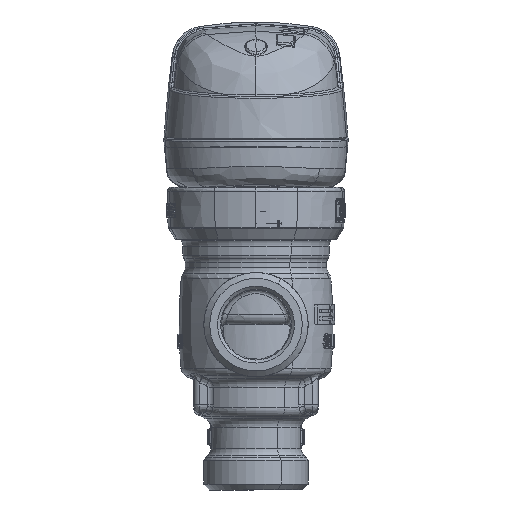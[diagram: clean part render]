
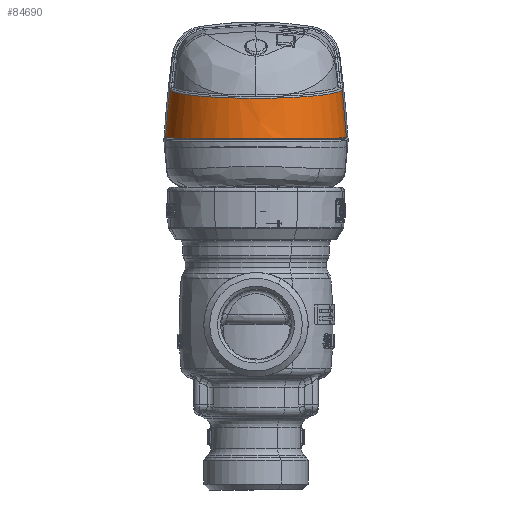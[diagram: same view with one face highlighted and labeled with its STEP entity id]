
A CAD part, front view. The second image highlights one B-rep face of the part: STEP entity #84690.
In plain terms, the highlighted free-form (B-spline) face has degree [5, 3] with [9, 4] control points.
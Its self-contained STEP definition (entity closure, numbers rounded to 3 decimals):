
#83081=CARTESIAN_POINT('Vertex',(21.9,-5.89,59.646)) ;
#83090=CARTESIAN_POINT('Vertex',(-21.896,-5.961,59.639)) ;
#83094=CARTESIAN_POINT('Control Point',(21.9,-5.89,59.646)) ;
#83095=CARTESIAN_POINT('Control Point',(21.846,-6.813,59.55)) ;
#83096=CARTESIAN_POINT('Control Point',(21.745,-7.731,59.454)) ;
#83097=CARTESIAN_POINT('Control Point',(21.595,-8.649,59.359)) ;
#83098=CARTESIAN_POINT('Control Point',(21.199,-10.46,59.171)) ;
#83099=CARTESIAN_POINT('Control Point',(20.615,-12.22,58.988)) ;
#83100=CARTESIAN_POINT('Control Point',(20.277,-13.085,58.898)) ;
#83101=CARTESIAN_POINT('Control Point',(19.127,-15.621,58.634)) ;
#83102=CARTESIAN_POINT('Control Point',(17.584,-17.957,58.392)) ;
#83103=CARTESIAN_POINT('Control Point',(16.394,-19.401,58.242)) ;
#83104=CARTESIAN_POINT('Control Point',(12.389,-23.324,57.834)) ;
#83105=CARTESIAN_POINT('Control Point',(7.271,-25.867,57.571)) ;
#83106=CARTESIAN_POINT('Control Point',(3.532,-26.803,57.473)) ;
#83107=CARTESIAN_POINT('Control Point',(-4.106,-27.015,57.451)) ;
#83108=CARTESIAN_POINT('Control Point',(-11.149,-24.106,57.753)) ;
#83109=CARTESIAN_POINT('Control Point',(-14.296,-21.916,57.981)) ;
#83110=CARTESIAN_POINT('Control Point',(-17.616,-18.347,58.351)) ;
#83111=CARTESIAN_POINT('Control Point',(-19.825,-14.119,58.791)) ;
#83112=CARTESIAN_POINT('Control Point',(-20.259,-13.151,58.891)) ;
#83113=CARTESIAN_POINT('Control Point',(-20.914,-11.415,59.072)) ;
#83114=CARTESIAN_POINT('Control Point',(-21.383,-9.623,59.258)) ;
#83115=CARTESIAN_POINT('Control Point',(-21.55,-8.846,59.339)) ;
#83116=CARTESIAN_POINT('Control Point',(-21.724,-7.803,59.447)) ;
#83117=CARTESIAN_POINT('Control Point',(-21.836,-6.752,59.556)) ;
#83118=CARTESIAN_POINT('Control Point',(-21.86,-6.488,59.584)) ;
#83119=CARTESIAN_POINT('Control Point',(-21.88,-6.224,59.611)) ;
#83120=CARTESIAN_POINT('Control Point',(-21.896,-5.961,59.639)) ;
#84605=CARTESIAN_POINT('Control Point',(-22.974,-5.999,47.563)) ;
#84606=CARTESIAN_POINT('Control Point',(-22.688,-5.989,51.595)) ;
#84607=CARTESIAN_POINT('Control Point',(-22.328,-5.976,55.624)) ;
#84608=CARTESIAN_POINT('Control Point',(-21.895,-5.961,59.646)) ;
#84609=CARTESIAN_POINT('Control Point',(-22.494,-13.106,47.381)) ;
#84610=CARTESIAN_POINT('Control Point',(-22.211,-13.007,51.412)) ;
#84611=CARTESIAN_POINT('Control Point',(-21.855,-12.883,55.441)) ;
#84612=CARTESIAN_POINT('Control Point',(-21.427,-12.734,59.463)) ;
#84613=CARTESIAN_POINT('Control Point',(-19.266,-20.03,47.289)) ;
#84614=CARTESIAN_POINT('Control Point',(-19.02,-19.844,51.321)) ;
#84615=CARTESIAN_POINT('Control Point',(-18.711,-19.61,55.35)) ;
#84616=CARTESIAN_POINT('Control Point',(-18.339,-19.329,59.372)) ;
#84617=CARTESIAN_POINT('Control Point',(-13.389,-25.296,47.319)) ;
#84618=CARTESIAN_POINT('Control Point',(-13.214,-25.042,51.35)) ;
#84619=CARTESIAN_POINT('Control Point',(-12.995,-24.723,55.379)) ;
#84620=CARTESIAN_POINT('Control Point',(-12.73,-24.339,59.401)) ;
#84621=CARTESIAN_POINT('Control Point',(0.685,-30.073,47.335)) ;
#84622=CARTESIAN_POINT('Control Point',(0.687,-29.754,51.367)) ;
#84623=CARTESIAN_POINT('Control Point',(0.689,-29.354,55.396)) ;
#84624=CARTESIAN_POINT('Control Point',(0.691,-28.871,59.418)) ;
#84625=CARTESIAN_POINT('Control Point',(14.323,-24.428,47.315)) ;
#84626=CARTESIAN_POINT('Control Point',(14.153,-24.174,51.347)) ;
#84627=CARTESIAN_POINT('Control Point',(13.939,-23.855,55.376)) ;
#84628=CARTESIAN_POINT('Control Point',(13.682,-23.47,59.398)) ;
#84629=CARTESIAN_POINT('Control Point',(19.609,-19.276,47.299)) ;
#84630=CARTESIAN_POINT('Control Point',(19.371,-19.084,51.331)) ;
#84631=CARTESIAN_POINT('Control Point',(19.072,-18.843,55.36)) ;
#84632=CARTESIAN_POINT('Control Point',(18.712,-18.552,59.382)) ;
#84633=CARTESIAN_POINT('Control Point',(22.521,-12.719,47.391)) ;
#84634=CARTESIAN_POINT('Control Point',(22.244,-12.607,51.422)) ;
#84635=CARTESIAN_POINT('Control Point',(21.896,-12.466,55.451)) ;
#84636=CARTESIAN_POINT('Control Point',(21.478,-12.297,59.473)) ;
#84637=CARTESIAN_POINT('Control Point',(22.974,-5.997,47.563)) ;
#84638=CARTESIAN_POINT('Control Point',(22.689,-5.969,51.595)) ;
#84639=CARTESIAN_POINT('Control Point',(22.331,-5.933,55.624)) ;
#84640=CARTESIAN_POINT('Control Point',(21.9,-5.89,59.646)) ;
#84642=CARTESIAN_POINT('Control Point',(22.974,-5.997,47.565)) ;
#84643=CARTESIAN_POINT('Control Point',(22.803,-5.98,49.984)) ;
#84644=CARTESIAN_POINT('Control Point',(22.61,-5.961,52.402)) ;
#84645=CARTESIAN_POINT('Control Point',(22.395,-5.94,54.819)) ;
#84646=CARTESIAN_POINT('Control Point',(22.158,-5.916,57.233)) ;
#84647=CARTESIAN_POINT('Control Point',(21.9,-5.89,59.646)) ;
#84648=CARTESIAN_POINT('Vertex',(22.974,-5.997,47.565)) ;
#84652=CARTESIAN_POINT('Control Point',(-22.974,-5.999,47.565)) ;
#84653=CARTESIAN_POINT('Control Point',(-22.802,-5.993,49.983)) ;
#84654=CARTESIAN_POINT('Control Point',(-22.608,-5.986,52.399)) ;
#84655=CARTESIAN_POINT('Control Point',(-22.393,-5.979,54.814)) ;
#84656=CARTESIAN_POINT('Control Point',(-22.155,-5.97,57.228)) ;
#84657=CARTESIAN_POINT('Control Point',(-21.896,-5.961,59.639)) ;
#84658=CARTESIAN_POINT('Vertex',(-22.974,-5.999,47.565)) ;
#84662=CARTESIAN_POINT('Control Point',(22.974,-5.997,47.565)) ;
#84663=CARTESIAN_POINT('Control Point',(22.793,-8.675,47.495)) ;
#84664=CARTESIAN_POINT('Control Point',(22.223,-11.327,47.439)) ;
#84665=CARTESIAN_POINT('Control Point',(21.267,-13.875,47.397)) ;
#84666=CARTESIAN_POINT('Control Point',(18.642,-18.618,47.34)) ;
#84667=CARTESIAN_POINT('Control Point',(14.774,-22.416,47.323)) ;
#84668=CARTESIAN_POINT('Control Point',(12.575,-24.018,47.322)) ;
#84669=CARTESIAN_POINT('Control Point',(7.775,-26.536,47.324)) ;
#84670=CARTESIAN_POINT('Control Point',(2.451,-27.581,47.33)) ;
#84671=CARTESIAN_POINT('Control Point',(-0.268,-27.709,47.33)) ;
#84672=CARTESIAN_POINT('Control Point',(-5.665,-27.169,47.327)) ;
#84673=CARTESIAN_POINT('Control Point',(-10.679,-25.114,47.322)) ;
#84674=CARTESIAN_POINT('Control Point',(-13.018,-23.726,47.321)) ;
#84675=CARTESIAN_POINT('Control Point',(-16.343,-21.026,47.327)) ;
#84676=CARTESIAN_POINT('Control Point',(-18.951,-17.666,47.355)) ;
#84677=CARTESIAN_POINT('Control Point',(-19.803,-16.352,47.369)) ;
#84678=CARTESIAN_POINT('Control Point',(-21.276,-13.593,47.404)) ;
#84679=CARTESIAN_POINT('Control Point',(-22.265,-10.625,47.457)) ;
#84680=CARTESIAN_POINT('Control Point',(-22.632,-9.104,47.488)) ;
#84681=CARTESIAN_POINT('Control Point',(-22.869,-7.554,47.524)) ;
#84682=CARTESIAN_POINT('Control Point',(-22.974,-5.999,47.565)) ;
#84685=ORIENTED_EDGE('',*,*,#84650,.F.) ;
#84686=ORIENTED_EDGE('',*,*,#83121,.T.) ;
#84687=ORIENTED_EDGE('',*,*,#84660,.T.) ;
#84688=ORIENTED_EDGE('',*,*,#84683,.T.) ;
#84690=ADVANCED_FACE('PartBody',(#84689),#84604,.T.) ;
#83093=B_SPLINE_CURVE_WITH_KNOTS('',5,(#83094,#83095,#83096,#83097,#83098,#83099,#83100,#83101,#83102,#83103,#83104,#83105,#83106,#83107,#83108,#83109,#83110,#83111,#83112,#83113,#83114,#83115,#83116,#83117,#83118,#83119,#83120),.UNSPECIFIED.,.F.,.U.,(6,3,3,3,3,3,3,3,6),(36.23,47.447,58.663,81.102,125.934,170.759,183.577,193.193,196.396),.UNSPECIFIED.) ;
#84661=B_SPLINE_CURVE_WITH_KNOTS('',5,(#84662,#84663,#84664,#84665,#84666,#84667,#84668,#84669,#84670,#84671,#84672,#84673,#84674,#84675,#84676,#84677,#84678,#84679,#84680,#84681,#84682),.UNSPECIFIED.,.F.,.U.,(6,3,3,3,3,3,6),(74.69,98.65,122.609,146.535,170.484,184.405,198.326),.UNSPECIFIED.) ;
#84604=B_SPLINE_SURFACE_WITH_KNOTS('',5,3,((#84605,#84606,#84607,#84608),(#84609,#84610,#84611,#84612),(#84613,#84614,#84615,#84616),(#84617,#84618,#84619,#84620),(#84621,#84622,#84623,#84624),(#84625,#84626,#84627,#84628),(#84629,#84630,#84631,#84632),(#84633,#84634,#84635,#84636),(#84637,#84638,#84639,#84640)),.UNSPECIFIED.,.F.,.F.,.U.,(6,3,6),(4,4),(0.,52.991,103.107),(2118.682,2130.815),.UNSPECIFIED.) ;
#83121=EDGE_CURVE('',#83082,#83091,#83093,.T.) ;
#84650=EDGE_CURVE('',#83082,#84649,#84641,.F.) ;
#84660=EDGE_CURVE('',#83091,#84659,#84651,.F.) ;
#84683=EDGE_CURVE('',#84659,#84649,#84661,.F.) ;
#84684=EDGE_LOOP('',(#84685,#84686,#84687,#84688)) ;
#84689=FACE_OUTER_BOUND('',#84684,.T.) ;
#83082=VERTEX_POINT('',#83081) ;
#83091=VERTEX_POINT('',#83090) ;
#84649=VERTEX_POINT('',#84648) ;
#84659=VERTEX_POINT('',#84658) ;
#84641=(BOUNDED_CURVE()B_SPLINE_CURVE(5,(#84642,#84643,#84644,#84645,#84646,#84647),.UNSPECIFIED.,.F.,.U.)B_SPLINE_CURVE_WITH_KNOTS((6,6),(2118.683,2130.815),.UNSPECIFIED.)CURVE()GEOMETRIC_REPRESENTATION_ITEM()RATIONAL_B_SPLINE_CURVE((1.,1.,1.,0.999,0.999,0.999))REPRESENTATION_ITEM('')) ;
#84651=(BOUNDED_CURVE()B_SPLINE_CURVE(5,(#84652,#84653,#84654,#84655,#84656,#84657),.UNSPECIFIED.,.F.,.U.)B_SPLINE_CURVE_WITH_KNOTS((6,6),(2118.683,2130.808),.UNSPECIFIED.)CURVE()GEOMETRIC_REPRESENTATION_ITEM()RATIONAL_B_SPLINE_CURVE((1.,1.,1.,0.999,0.999,0.999))REPRESENTATION_ITEM('')) ;
